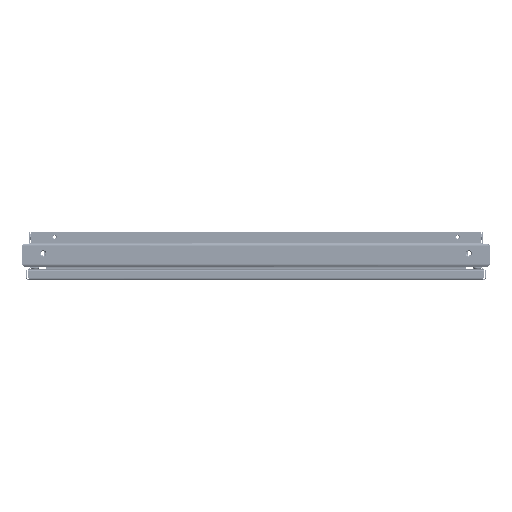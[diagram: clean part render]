
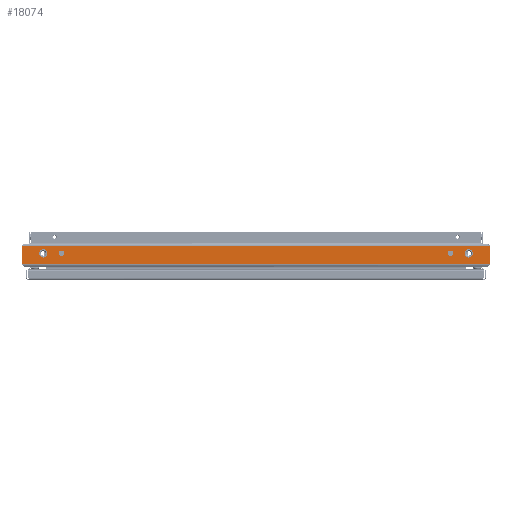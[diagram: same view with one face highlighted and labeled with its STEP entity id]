
A CAD part, front view. The second image highlights one B-rep face of the part: STEP entity #18074.
In plain terms, the highlighted face is planar.
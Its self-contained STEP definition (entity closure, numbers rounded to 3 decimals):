
#431 = VERTEX_POINT ( 'NONE', #14669 ) ;
#861 = DIRECTION ( 'NONE',  ( -1., 0., 0. ) ) ;
#1278 = DIRECTION ( 'NONE',  ( 0., 0., 1. ) ) ;
#2178 = CIRCLE ( 'NONE', #48569, 5.5 ) ;
#2530 = DIRECTION ( 'NONE',  ( -1., 0., 0. ) ) ;
#3056 = VECTOR ( 'NONE', #17011, 1000. ) ;
#7425 = ORIENTED_EDGE ( 'NONE', *, *, #45559, .T. ) ;
#7634 = CARTESIAN_POINT ( 'NONE',  ( 374.5, -3.319, 0. ) ) ;
#9167 = ORIENTED_EDGE ( 'NONE', *, *, #20739, .T. ) ;
#11357 = AXIS2_PLACEMENT_3D ( 'NONE', #17490, #30680, #2530 ) ;
#11698 = ORIENTED_EDGE ( 'NONE', *, *, #21812, .T. ) ;
#12064 = CARTESIAN_POINT ( 'NONE',  ( 447.935, -18., 0. ) ) ;
#12274 = VERTEX_POINT ( 'NONE', #12064 ) ;
#12594 = CIRCLE ( 'NONE', #61787, 8. ) ;
#13105 = VECTOR ( 'NONE', #70561, 1000. ) ;
#13263 = DIRECTION ( 'NONE',  ( 0., 1., 0. ) ) ;
#13400 = EDGE_CURVE ( 'NONE', #39666, #43049, #46575, .T. ) ;
#13644 = CARTESIAN_POINT ( 'NONE',  ( 450., 18., 0. ) ) ;
#14603 = CARTESIAN_POINT ( 'NONE',  ( -369., -3.319, 0. ) ) ;
#14669 = CARTESIAN_POINT ( 'NONE',  ( 450., 18., 0. ) ) ;
#14932 = DIRECTION ( 'NONE',  ( 1., 0., 0. ) ) ;
#16584 = LINE ( 'NONE', #43451, #3056 ) ;
#17011 = DIRECTION ( 'NONE',  ( 0., -1., 0. ) ) ;
#17490 = CARTESIAN_POINT ( 'NONE',  ( 409.5, -3.319, 0. ) ) ;
#18074 = ADVANCED_FACE ( 'NONE', ( #75824, #28685, #48937, #80710, #74104 ), #20779, .F. ) ;
#18120 = CARTESIAN_POINT ( 'NONE',  ( 450., -22., 0. ) ) ;
#18383 = CARTESIAN_POINT ( 'NONE',  ( -450., -18., 0. ) ) ;
#19017 = EDGE_CURVE ( 'NONE', #49107, #20507, #12594, .T. ) ;
#19039 = DIRECTION ( 'NONE',  ( 0., 0., -1. ) ) ;
#19467 = CARTESIAN_POINT ( 'NONE',  ( 409.5, -3.319, 0. ) ) ;
#19889 = VECTOR ( 'NONE', #74400, 1000. ) ;
#20507 = VERTEX_POINT ( 'NONE', #43733 ) ;
#20739 = EDGE_CURVE ( 'NONE', #43049, #39666, #46543, .T. ) ;
#20779 = PLANE ( 'NONE',  #77175 ) ;
#21127 = ORIENTED_EDGE ( 'NONE', *, *, #47481, .T. ) ;
#21227 = EDGE_CURVE ( 'NONE', #12274, #23509, #28547, .T. ) ;
#21812 = EDGE_CURVE ( 'NONE', #47467, #25342, #64101, .T. ) ;
#23509 = VERTEX_POINT ( 'NONE', #30098 ) ;
#24093 = CARTESIAN_POINT ( 'NONE',  ( 369., -3.319, 0. ) ) ;
#24112 = DIRECTION ( 'NONE',  ( 1., 0., 0. ) ) ;
#24122 = LINE ( 'NONE', #18383, #63194 ) ;
#24175 = CIRCLE ( 'NONE', #36873, 8. ) ;
#24681 = EDGE_LOOP ( 'NONE', ( #51644, #56811 ) ) ;
#24815 = VERTEX_POINT ( 'NONE', #54346 ) ;
#25342 = VERTEX_POINT ( 'NONE', #45499 ) ;
#25407 = DIRECTION ( 'NONE',  ( 1., 0., 0. ) ) ;
#26811 = EDGE_CURVE ( 'NONE', #71625, #28113, #65248, .T. ) ;
#27779 = DIRECTION ( 'NONE',  ( 1., 0., 0. ) ) ;
#28113 = VERTEX_POINT ( 'NONE', #24093 ) ;
#28547 = LINE ( 'NONE', #48381, #19889 ) ;
#28685 = FACE_BOUND ( 'NONE', #66287, .T. ) ;
#30098 = CARTESIAN_POINT ( 'NONE',  ( 450., -18., 0. ) ) ;
#30680 = DIRECTION ( 'NONE',  ( 0., 0., -1. ) ) ;
#31578 = EDGE_LOOP ( 'NONE', ( #48219, #74201 ) ) ;
#32893 = DIRECTION ( 'NONE',  ( 0., 0., 1. ) ) ;
#33098 = VECTOR ( 'NONE', #13263, 1000. ) ;
#35693 = DIRECTION ( 'NONE',  ( 0., 0., 1. ) ) ;
#36873 = AXIS2_PLACEMENT_3D ( 'NONE', #43113, #1278, #14932 ) ;
#38091 = AXIS2_PLACEMENT_3D ( 'NONE', #19467, #19039, #67457 ) ;
#38995 = CARTESIAN_POINT ( 'NONE',  ( 380., -3.319, 0. ) ) ;
#39232 = VERTEX_POINT ( 'NONE', #80570 ) ;
#39498 = DIRECTION ( 'NONE',  ( 1., 0., 0. ) ) ;
#39666 = VERTEX_POINT ( 'NONE', #39937 ) ;
#39937 = CARTESIAN_POINT ( 'NONE',  ( 417.5, -3.319, 0. ) ) ;
#40255 = AXIS2_PLACEMENT_3D ( 'NONE', #60192, #32893, #39498 ) ;
#41056 = CARTESIAN_POINT ( 'NONE',  ( 374.5, -3.319, 0. ) ) ;
#41918 = DIRECTION ( 'NONE',  ( -1., 0., 0. ) ) ;
#43049 = VERTEX_POINT ( 'NONE', #63966 ) ;
#43113 = CARTESIAN_POINT ( 'NONE',  ( -409.5, -3.319, 0. ) ) ;
#43451 = CARTESIAN_POINT ( 'NONE',  ( -450., -22., 0. ) ) ;
#43469 = ORIENTED_EDGE ( 'NONE', *, *, #56550, .T. ) ;
#43733 = CARTESIAN_POINT ( 'NONE',  ( -417.5, -3.319, 0. ) ) ;
#43909 = CARTESIAN_POINT ( 'NONE',  ( 448., 18., 0. ) ) ;
#44044 = CARTESIAN_POINT ( 'NONE',  ( -401.5, -3.319, 0. ) ) ;
#45211 = EDGE_LOOP ( 'NONE', ( #85675, #48118, #45294, #51664, #7425, #85066, #11698, #21127 ) ) ;
#45294 = ORIENTED_EDGE ( 'NONE', *, *, #21227, .T. ) ;
#45499 = CARTESIAN_POINT ( 'NONE',  ( -450., 18., 0. ) ) ;
#45559 = EDGE_CURVE ( 'NONE', #431, #82285, #81032, .T. ) ;
#46543 = CIRCLE ( 'NONE', #38091, 8. ) ;
#46575 = CIRCLE ( 'NONE', #11357, 8. ) ;
#47467 = VERTEX_POINT ( 'NONE', #61936 ) ;
#47481 = EDGE_CURVE ( 'NONE', #25342, #24815, #16584, .T. ) ;
#48118 = ORIENTED_EDGE ( 'NONE', *, *, #62596, .T. ) ;
#48219 = ORIENTED_EDGE ( 'NONE', *, *, #86234, .F. ) ;
#48381 = CARTESIAN_POINT ( 'NONE',  ( -450., -18., 0. ) ) ;
#48569 = AXIS2_PLACEMENT_3D ( 'NONE', #7634, #66228, #61336 ) ;
#48937 = FACE_BOUND ( 'NONE', #24681, .T. ) ;
#49107 = VERTEX_POINT ( 'NONE', #44044 ) ;
#49342 = CARTESIAN_POINT ( 'NONE',  ( -374.5, -3.319, 0. ) ) ;
#50110 = CARTESIAN_POINT ( 'NONE',  ( -450., -18., 0. ) ) ;
#51483 = VECTOR ( 'NONE', #24112, 1000. ) ;
#51644 = ORIENTED_EDGE ( 'NONE', *, *, #19017, .F. ) ;
#51664 = ORIENTED_EDGE ( 'NONE', *, *, #74359, .T. ) ;
#52008 = VECTOR ( 'NONE', #861, 1000. ) ;
#53816 = CARTESIAN_POINT ( 'NONE',  ( 0., 0., 0. ) ) ;
#54319 = CIRCLE ( 'NONE', #40255, 5.5 ) ;
#54346 = CARTESIAN_POINT ( 'NONE',  ( -450., -18., 0. ) ) ;
#55104 = DIRECTION ( 'NONE',  ( 0., 0., -1. ) ) ;
#56477 = EDGE_CURVE ( 'NONE', #39232, #69000, #69713, .T. ) ;
#56550 = EDGE_CURVE ( 'NONE', #28113, #71625, #2178, .T. ) ;
#56811 = ORIENTED_EDGE ( 'NONE', *, *, #69568, .F. ) ;
#57754 = LINE ( 'NONE', #77168, #13105 ) ;
#60192 = CARTESIAN_POINT ( 'NONE',  ( -374.5, -3.319, 0. ) ) ;
#61336 = DIRECTION ( 'NONE',  ( -1., 0., 0. ) ) ;
#61721 = DIRECTION ( 'NONE',  ( 0., 0., -1. ) ) ;
#61730 = CARTESIAN_POINT ( 'NONE',  ( -447.935, -18., 0. ) ) ;
#61787 = AXIS2_PLACEMENT_3D ( 'NONE', #68469, #83423, #75936 ) ;
#61936 = CARTESIAN_POINT ( 'NONE',  ( -448., 18., 0. ) ) ;
#62596 = EDGE_CURVE ( 'NONE', #72151, #12274, #24122, .T. ) ;
#63194 = VECTOR ( 'NONE', #25407, 1000. ) ;
#63966 = CARTESIAN_POINT ( 'NONE',  ( 401.5, -3.319, 0. ) ) ;
#64101 = LINE ( 'NONE', #83051, #73265 ) ;
#65248 = CIRCLE ( 'NONE', #72293, 5.5 ) ;
#66228 = DIRECTION ( 'NONE',  ( 0., 0., -1. ) ) ;
#66287 = EDGE_LOOP ( 'NONE', ( #84741, #43469 ) ) ;
#67457 = DIRECTION ( 'NONE',  ( -1., 0., 0. ) ) ;
#67864 = EDGE_CURVE ( 'NONE', #82285, #47467, #57754, .T. ) ;
#68469 = CARTESIAN_POINT ( 'NONE',  ( -409.5, -3.319, 0. ) ) ;
#69000 = VERTEX_POINT ( 'NONE', #14603 ) ;
#69568 = EDGE_CURVE ( 'NONE', #20507, #49107, #24175, .T. ) ;
#69713 = CIRCLE ( 'NONE', #72537, 5.5 ) ;
#69853 = DIRECTION ( 'NONE',  ( -1., 0., 0. ) ) ;
#70561 = DIRECTION ( 'NONE',  ( -1., 0., 0. ) ) ;
#71625 = VERTEX_POINT ( 'NONE', #38995 ) ;
#72151 = VERTEX_POINT ( 'NONE', #61730 ) ;
#72293 = AXIS2_PLACEMENT_3D ( 'NONE', #41056, #61721, #41918 ) ;
#72537 = AXIS2_PLACEMENT_3D ( 'NONE', #49342, #35693, #27779 ) ;
#73265 = VECTOR ( 'NONE', #69853, 1000. ) ;
#74104 = FACE_OUTER_BOUND ( 'NONE', #45211, .T. ) ;
#74201 = ORIENTED_EDGE ( 'NONE', *, *, #56477, .F. ) ;
#74359 = EDGE_CURVE ( 'NONE', #23509, #431, #78462, .T. ) ;
#74400 = DIRECTION ( 'NONE',  ( 1., 0., 0. ) ) ;
#75457 = ORIENTED_EDGE ( 'NONE', *, *, #13400, .T. ) ;
#75824 = FACE_BOUND ( 'NONE', #81591, .T. ) ;
#75936 = DIRECTION ( 'NONE',  ( 1., 0., 0. ) ) ;
#77168 = CARTESIAN_POINT ( 'NONE',  ( 450., 18., 0. ) ) ;
#77175 = AXIS2_PLACEMENT_3D ( 'NONE', #53816, #55104, #81140 ) ;
#78462 = LINE ( 'NONE', #18120, #33098 ) ;
#78711 = LINE ( 'NONE', #50110, #51483 ) ;
#80570 = CARTESIAN_POINT ( 'NONE',  ( -380., -3.319, 0. ) ) ;
#80710 = FACE_BOUND ( 'NONE', #31578, .T. ) ;
#81032 = LINE ( 'NONE', #13644, #52008 ) ;
#81140 = DIRECTION ( 'NONE',  ( -1., 0., 0. ) ) ;
#81591 = EDGE_LOOP ( 'NONE', ( #75457, #9167 ) ) ;
#82285 = VERTEX_POINT ( 'NONE', #43909 ) ;
#83051 = CARTESIAN_POINT ( 'NONE',  ( 450., 18., 0. ) ) ;
#83423 = DIRECTION ( 'NONE',  ( 0., 0., 1. ) ) ;
#84741 = ORIENTED_EDGE ( 'NONE', *, *, #26811, .T. ) ;
#85066 = ORIENTED_EDGE ( 'NONE', *, *, #67864, .T. ) ;
#85675 = ORIENTED_EDGE ( 'NONE', *, *, #86021, .T. ) ;
#86021 = EDGE_CURVE ( 'NONE', #24815, #72151, #78711, .T. ) ;
#86234 = EDGE_CURVE ( 'NONE', #69000, #39232, #54319, .T. ) ;
